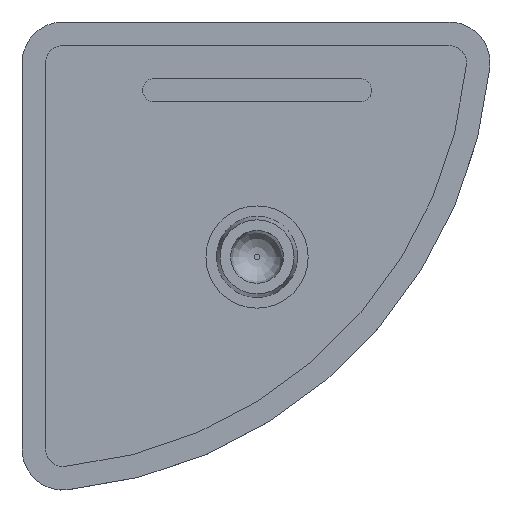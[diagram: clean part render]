
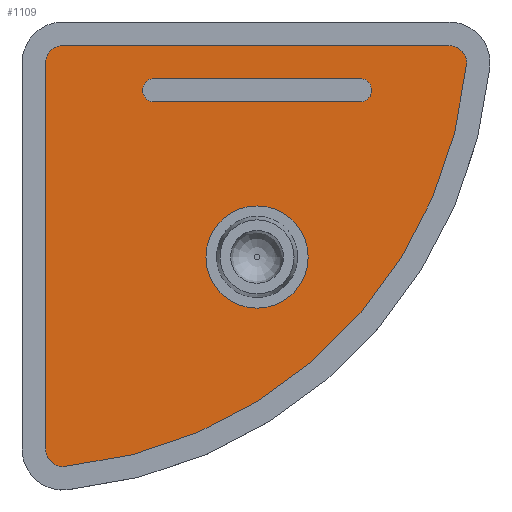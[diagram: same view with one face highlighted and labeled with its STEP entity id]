
A CAD part, top view. The second image highlights one B-rep face of the part: STEP entity #1109.
In plain terms, the highlighted planar face has unit normal (0, 0, 1).
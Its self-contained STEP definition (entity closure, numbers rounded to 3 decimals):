
#523=CARTESIAN_POINT('',(8.75,15.2,-2.0));
#524=VERTEX_POINT('',#523);
#531=CARTESIAN_POINT('',(-8.75,15.2,-2.0));
#532=VERTEX_POINT('',#531);
#533=CARTESIAN_POINT('',(-8.75,15.2,-2.0));
#534=DIRECTION('',(1.0,0.0,0.0));
#535=VECTOR('',#534,17.5);
#536=LINE('',#533,#535);
#537=EDGE_CURVE('',#532,#524,#536,.T.);
#563=CARTESIAN_POINT('',(-8.75,13.2,-2.0));
#564=VERTEX_POINT('',#563);
#571=CARTESIAN_POINT('',(8.75,13.2,-2.0));
#572=VERTEX_POINT('',#571);
#573=CARTESIAN_POINT('',(8.75,13.2,-2.0));
#574=DIRECTION('',(-1.0,0.0,0.0));
#575=VECTOR('',#574,17.5);
#576=LINE('',#573,#575);
#577=EDGE_CURVE('',#572,#564,#576,.T.);
#602=CARTESIAN_POINT('',(8.75,14.2,-2.0));
#603=DIRECTION('',(0.0,0.0,-1.0));
#604=DIRECTION('',(-1.0,0.0,0.0));
#605=AXIS2_PLACEMENT_3D('',#602,#603,#604);
#606=CIRCLE('',#605,1.);
#607=EDGE_CURVE('',#524,#572,#606,.T.);
#638=CARTESIAN_POINT('',(-8.75,14.2,-2.0));
#639=DIRECTION('',(0.0,0.0,-1.0));
#640=DIRECTION('',(-1.0,0.0,0.0));
#641=AXIS2_PLACEMENT_3D('',#638,#639,#640);
#642=CIRCLE('',#641,1.);
#643=EDGE_CURVE('',#564,#532,#642,.T.);
#769=CARTESIAN_POINT('',(0.0,-4.35,-2.));
#770=VERTEX_POINT('',#769);
#771=CARTESIAN_POINT('',(0.0,0.,-2.));
#772=DIRECTION('',(0.0,0.0,-1.0));
#773=DIRECTION('',(0.0,-1.0,0.0));
#774=AXIS2_PLACEMENT_3D('',#771,#772,#773);
#775=CIRCLE('',#774,4.35);
#776=EDGE_CURVE('',#770,#770,#775,.T.);
#898=CARTESIAN_POINT('',(-18.0,16.5,-2.0));
#899=VERTEX_POINT('',#898);
#900=CARTESIAN_POINT('',(-18.,-16.332,-2.0));
#901=VERTEX_POINT('',#900);
#902=CARTESIAN_POINT('',(-18.,16.5,-2.0));
#903=DIRECTION('',(0.0,-1.0,0.0));
#904=VECTOR('',#903,32.832);
#905=LINE('',#902,#904);
#906=EDGE_CURVE('',#899,#901,#905,.T.);
#938=CARTESIAN_POINT('',(-16.356,-17.825,-2.0));
#939=VERTEX_POINT('',#938);
#940=CARTESIAN_POINT('',(-16.5,-16.332,-2.0));
#941=DIRECTION('',(0.0,0.0,1.0));
#942=DIRECTION('',(1.0,0.0,0.0));
#943=AXIS2_PLACEMENT_3D('',#940,#941,#942);
#944=CIRCLE('',#943,1.5);
#945=EDGE_CURVE('',#901,#939,#944,.T.);
#971=CARTESIAN_POINT('',(17.825,16.356,-2.0));
#972=VERTEX_POINT('',#971);
#973=CARTESIAN_POINT('',(-20.,20.0,-2.0));
#974=DIRECTION('',(0.0,0.0,1.0));
#975=DIRECTION('',(-0.096,0.995,0.0));
#976=AXIS2_PLACEMENT_3D('',#973,#974,#975);
#977=CIRCLE('',#976,38.0);
#978=EDGE_CURVE('',#939,#972,#977,.T.);
#1004=CARTESIAN_POINT('',(16.332,18.0,-2.0));
#1005=VERTEX_POINT('',#1004);
#1006=CARTESIAN_POINT('',(16.332,16.5,-2.0));
#1007=DIRECTION('',(0.0,0.0,1.0));
#1008=DIRECTION('',(-0.995,0.096,0.0));
#1009=AXIS2_PLACEMENT_3D('',#1006,#1007,#1008);
#1010=CIRCLE('',#1009,1.5);
#1011=EDGE_CURVE('',#972,#1005,#1010,.T.);
#1037=CARTESIAN_POINT('',(-16.5,18.0,-2.0));
#1038=VERTEX_POINT('',#1037);
#1039=CARTESIAN_POINT('',(16.332,18.0,-2.0));
#1040=DIRECTION('',(-1.0,0.0,0.0));
#1041=VECTOR('',#1040,32.832);
#1042=LINE('',#1039,#1041);
#1043=EDGE_CURVE('',#1005,#1038,#1042,.T.);
#1068=CARTESIAN_POINT('',(-16.5,16.5,-2.0));
#1069=DIRECTION('',(0.0,0.0,1.0));
#1070=DIRECTION('',(0.0,-1.0,0.0));
#1071=AXIS2_PLACEMENT_3D('',#1068,#1069,#1070);
#1072=CIRCLE('',#1071,1.5);
#1073=EDGE_CURVE('',#1038,#899,#1072,.T.);
#1087=CARTESIAN_POINT('',(-3.231,3.231,-2.0));
#1088=DIRECTION('',(0.0,0.0,1.0));
#1089=DIRECTION('',(1.0,0.0,0.0));
#1090=AXIS2_PLACEMENT_3D('',#1087,#1088,#1089);
#1091=PLANE('',#1090);
#1092=ORIENTED_EDGE('',*,*,#906,.T.);
#1093=ORIENTED_EDGE('',*,*,#945,.T.);
#1094=ORIENTED_EDGE('',*,*,#978,.T.);
#1095=ORIENTED_EDGE('',*,*,#1011,.T.);
#1096=ORIENTED_EDGE('',*,*,#1043,.T.);
#1097=ORIENTED_EDGE('',*,*,#1073,.T.);
#1098=EDGE_LOOP('',(#1092,#1093,#1094,#1095,#1096,#1097));
#1099=FACE_OUTER_BOUND('',#1098,.T.);
#1100=ORIENTED_EDGE('',*,*,#577,.T.);
#1101=ORIENTED_EDGE('',*,*,#643,.T.);
#1102=ORIENTED_EDGE('',*,*,#537,.T.);
#1103=ORIENTED_EDGE('',*,*,#607,.T.);
#1104=EDGE_LOOP('',(#1100,#1101,#1102,#1103));
#1105=FACE_BOUND('',#1104,.T.);
#1106=ORIENTED_EDGE('',*,*,#776,.T.);
#1107=EDGE_LOOP('',(#1106));
#1108=FACE_BOUND('',#1107,.T.);
#1109=ADVANCED_FACE('',(#1099,#1105,#1108),#1091,.T.);
